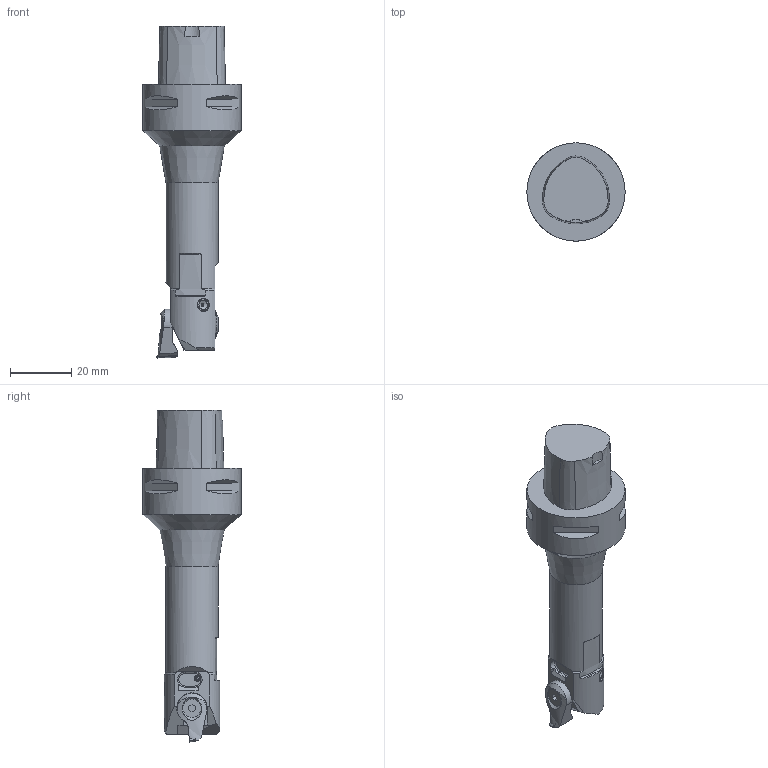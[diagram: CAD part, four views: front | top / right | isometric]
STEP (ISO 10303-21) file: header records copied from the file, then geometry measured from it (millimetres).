
FILE_DESCRIPTION(/* description */ (''),/* implementation_level */ '2;1');
FILE_NAME(/* name */ '1566808506509.stp',/* time_stamp */ '2019-08-26T10:35:13+02:00',/* author */ (''),/* organization */ ('SMS'),/* preprocessor_version */ 'ST-DEVELOPER v16.7',/* originating_system */ 'SIEMENS PLM Software NX 12.0',/* authorisation */ '');
FILE_SCHEMA (('AUTOMOTIVE_DESIGN { 1 0 10303 214 3 1 1 1 }'));
Length unit declared in the file: millimetre
Products named in the file (7): IsoTurningInsert; ASSEMBLY_CONSTRUCTION; 202058078mod000_00; 111165825mod000_01; 111168681mod000_01; 111164904mod000_01
Assembly tree (6 placements, depth 3):
  111164904mod000_01
    111165825mod000_01
    111168681mod000_01
      202058078mod000_00
      ASSEMBLY_CONSTRUCTION
      IsoTurningInsert
    ASSEMBLY_CONSTRUCTION
Bounding box: 32 x 32 x 108 mm (x, y, z)
Volume: 36842 mm3; surface area: 9492.2 mm2
Topology: 4 solids, 4 shells, 395 faces, 1078 edges, 723 vertices
Faces by surface type: plane 317, cylinder 36, cone 31, torus 8, sphere 2, bspline 1
Full cylindrical faces by diameter (mm): 2 x1, 2.2 x2, 2.4 x1, 4 x3, 4.015 x1, 4.2 x1, 4.25 x1, 6 x1, 10 x2, 17 x1, 32 x1
Entity records: 12915 total; most frequent: CARTESIAN_POINT 2915, ORIENTED_EDGE 2052, DIRECTION 1928, EDGE_CURVE 1026, LINE 700, VECTOR 700, VERTEX_POINT 694, AXIS2_PLACEMENT_3D 614
